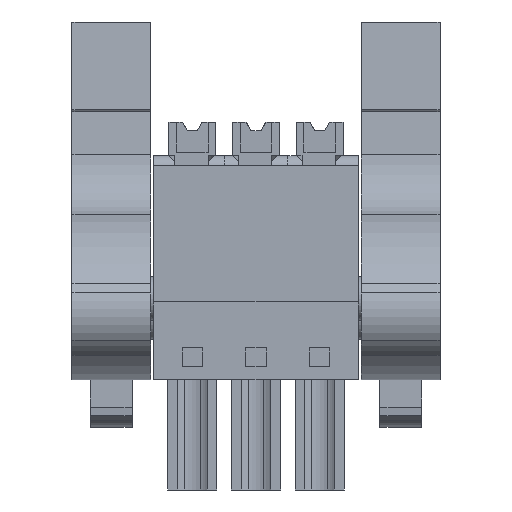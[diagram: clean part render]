
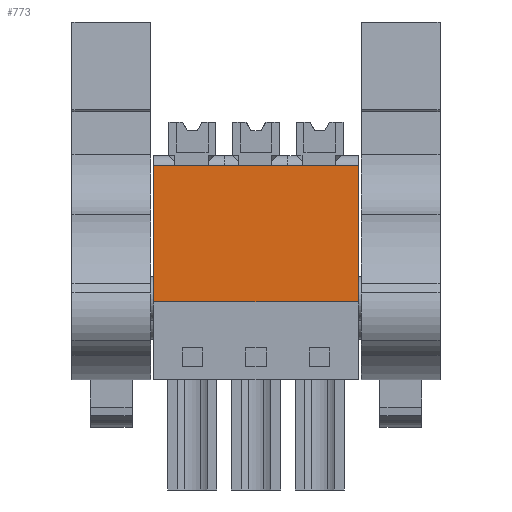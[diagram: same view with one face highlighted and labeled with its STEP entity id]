
A CAD part, front view. The second image highlights one B-rep face of the part: STEP entity #773.
In plain terms, the highlighted planar face has unit normal (0, -1, 0).
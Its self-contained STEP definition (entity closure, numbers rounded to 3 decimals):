
#753=AXIS2_PLACEMENT_3D('Plane Axis2P3D',#750,#751,#752) ;
#77=CARTESIAN_POINT('Vertex',(4.9,2.029,11.25)) ;
#80=CARTESIAN_POINT('Line Origine',(4.9,2.029,13.3)) ;
#84=CARTESIAN_POINT('Vertex',(4.9,2.029,19.4)) ;
#735=CARTESIAN_POINT('Vertex',(17.12,2.029,11.25)) ;
#738=CARTESIAN_POINT('Line Origine',(11.01,2.029,11.25)) ;
#750=CARTESIAN_POINT('Axis2P3D Location',(0.99,2.029,19.4)) ;
#755=CARTESIAN_POINT('Line Origine',(17.12,2.029,15.325)) ;
#759=CARTESIAN_POINT('Vertex',(17.12,2.029,19.4)) ;
#762=CARTESIAN_POINT('Line Origine',(11.01,2.029,19.4)) ;
#81=DIRECTION('Vector Direction',(0.,0.,1.)) ;
#739=DIRECTION('Vector Direction',(1.,0.,0.)) ;
#751=DIRECTION('Axis2P3D Direction',(0.,-1.,0.)) ;
#752=DIRECTION('Axis2P3D XDirection',(0.,0.,-1.)) ;
#756=DIRECTION('Vector Direction',(0.,0.,-1.)) ;
#763=DIRECTION('Vector Direction',(1.,0.,0.)) ;
#82=VECTOR('Line Direction',#81,1.) ;
#740=VECTOR('Line Direction',#739,1.) ;
#757=VECTOR('Line Direction',#756,1.) ;
#764=VECTOR('Line Direction',#763,1.) ;
#768=ORIENTED_EDGE('',*,*,#742,.T.) ;
#769=ORIENTED_EDGE('',*,*,#761,.F.) ;
#770=ORIENTED_EDGE('',*,*,#766,.F.) ;
#771=ORIENTED_EDGE('',*,*,#86,.F.) ;
#773=ADVANCED_FACE('HOUSING',(#772),#754,.T.) ;
#86=EDGE_CURVE('',#78,#85,#83,.T.) ;
#742=EDGE_CURVE('',#78,#736,#741,.T.) ;
#761=EDGE_CURVE('',#760,#736,#758,.T.) ;
#766=EDGE_CURVE('',#85,#760,#765,.T.) ;
#767=EDGE_LOOP('',(#768,#769,#770,#771)) ;
#772=FACE_OUTER_BOUND('',#767,.T.) ;
#83=LINE('Line',#80,#82) ;
#741=LINE('Line',#738,#740) ;
#758=LINE('Line',#755,#757) ;
#765=LINE('Line',#762,#764) ;
#754=PLANE('',#753) ;
#78=VERTEX_POINT('',#77) ;
#85=VERTEX_POINT('',#84) ;
#736=VERTEX_POINT('',#735) ;
#760=VERTEX_POINT('',#759) ;
